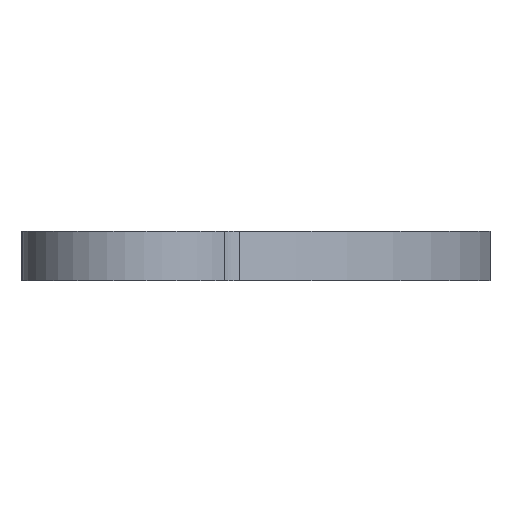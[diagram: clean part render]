
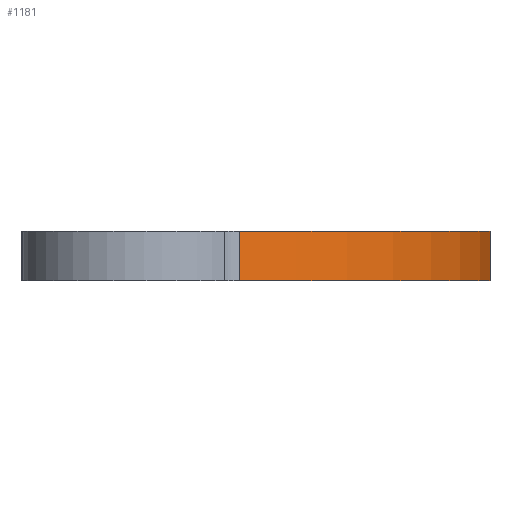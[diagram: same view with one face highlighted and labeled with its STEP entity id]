
A CAD part, front view. The second image highlights one B-rep face of the part: STEP entity #1181.
In plain terms, the highlighted cylindrical face has radius 57.543 mm (diameter 115.087 mm), a partial arc.
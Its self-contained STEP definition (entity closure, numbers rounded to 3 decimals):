
#60 = CARTESIAN_POINT ( 'NONE',  ( 0., -185., 8. ) ) ;
#126 = VERTEX_POINT ( 'NONE', #1057 ) ;
#127 = CARTESIAN_POINT ( 'NONE',  ( 0., -185., 8. ) ) ;
#149 = DIRECTION ( 'NONE',  ( 0., 0., 1. ) ) ;
#155 = CIRCLE ( 'NONE', #839, 57.543 ) ;
#159 = DIRECTION ( 'NONE',  ( -1., 0., 0. ) ) ;
#201 = DIRECTION ( 'NONE',  ( 1., 0., 0. ) ) ;
#242 = VERTEX_POINT ( 'NONE', #1003 ) ;
#244 = ORIENTED_EDGE ( 'NONE', *, *, #319, .T. ) ;
#245 = CARTESIAN_POINT ( 'NONE',  ( 16.775, -240.044, 8. ) ) ;
#269 = CARTESIAN_POINT ( 'NONE',  ( 16.775, -240.044, 0. ) ) ;
#319 = EDGE_CURVE ( 'NONE', #523, #126, #1114, .T. ) ;
#350 = DIRECTION ( 'NONE',  ( 0., 0., -1. ) ) ;
#389 = DIRECTION ( 'NONE',  ( 0., 0., 1. ) ) ;
#395 = ORIENTED_EDGE ( 'NONE', *, *, #545, .F. ) ;
#437 = CYLINDRICAL_SURFACE ( 'NONE', #448, 57.543 ) ;
#448 = AXIS2_PLACEMENT_3D ( 'NONE', #60, #350, #159 ) ;
#523 = VERTEX_POINT ( 'NONE', #861 ) ;
#524 = AXIS2_PLACEMENT_3D ( 'NONE', #127, #389, #201 ) ;
#540 = VECTOR ( 'NONE', #149, 1000. ) ;
#545 = EDGE_CURVE ( 'NONE', #242, #126, #581, .T. ) ;
#551 = EDGE_CURVE ( 'NONE', #783, #523, #155, .T. ) ;
#566 = FACE_OUTER_BOUND ( 'NONE', #1158, .T. ) ;
#581 = CIRCLE ( 'NONE', #524, 57.543 ) ;
#619 = DIRECTION ( 'NONE',  ( 0., 0., -1. ) ) ;
#629 = EDGE_CURVE ( 'NONE', #242, #783, #895, .T. ) ;
#720 = VECTOR ( 'NONE', #619, 1000. ) ;
#743 = ORIENTED_EDGE ( 'NONE', *, *, #629, .T. ) ;
#777 = DIRECTION ( 'NONE',  ( 0., 0., 1. ) ) ;
#783 = VERTEX_POINT ( 'NONE', #269 ) ;
#791 = ORIENTED_EDGE ( 'NONE', *, *, #551, .T. ) ;
#839 = AXIS2_PLACEMENT_3D ( 'NONE', #870, #777, #876 ) ;
#861 = CARTESIAN_POINT ( 'NONE',  ( 16.101, -129.755, 0. ) ) ;
#870 = CARTESIAN_POINT ( 'NONE',  ( 0., -185., 0. ) ) ;
#876 = DIRECTION ( 'NONE',  ( 1., 0., 0. ) ) ;
#895 = LINE ( 'NONE', #245, #720 ) ;
#982 = CARTESIAN_POINT ( 'NONE',  ( 16.101, -129.755, 8. ) ) ;
#1003 = CARTESIAN_POINT ( 'NONE',  ( 16.775, -240.044, 8. ) ) ;
#1057 = CARTESIAN_POINT ( 'NONE',  ( 16.101, -129.755, 8. ) ) ;
#1114 = LINE ( 'NONE', #982, #540 ) ;
#1158 = EDGE_LOOP ( 'NONE', ( #395, #743, #791, #244 ) ) ;
#1181 = ADVANCED_FACE ( 'NONE', ( #566 ), #437, .T. ) ;
